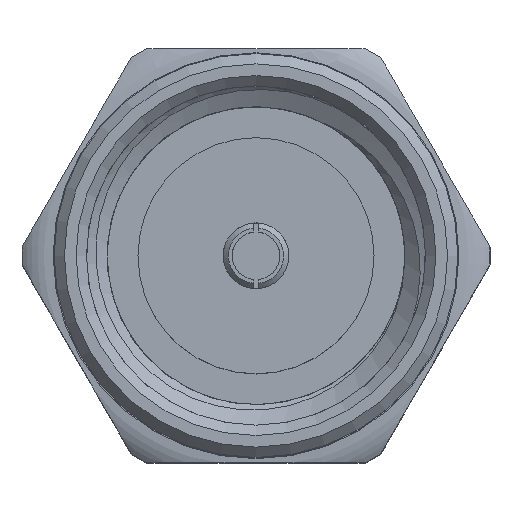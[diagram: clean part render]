
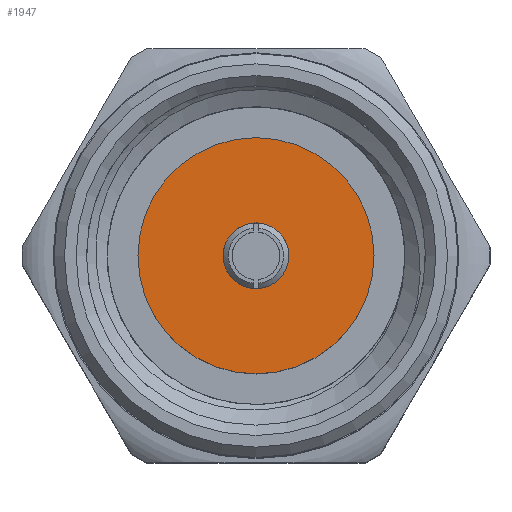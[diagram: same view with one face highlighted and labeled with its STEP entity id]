
A CAD part, top view. The second image highlights one B-rep face of the part: STEP entity #1947.
In plain terms, the highlighted planar face has unit normal (0, 0, 1).
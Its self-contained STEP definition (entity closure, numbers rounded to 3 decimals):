
#170=PLANE('',#2099);
#289=CIRCLE('',#2097,2.28);
#291=CIRCLE('',#2100,0.635);
#601=ORIENTED_EDGE('',*,*,#818,.F.);
#602=ORIENTED_EDGE('',*,*,#820,.T.);
#818=EDGE_CURVE('',#957,#957,#289,.T.);
#820=EDGE_CURVE('',#959,#959,#291,.T.);
#957=VERTEX_POINT('',#4221);
#959=VERTEX_POINT('',#4226);
#1099=EDGE_LOOP('',(#601));
#1100=EDGE_LOOP('',(#602));
#1221=FACE_BOUND('',#1099,.T.);
#1222=FACE_BOUND('',#1100,.T.);
#1947=ADVANCED_FACE('',(#1221,#1222),#170,.F.);
#2097=AXIS2_PLACEMENT_3D('',#4220,#2438,#2439);
#2099=AXIS2_PLACEMENT_3D('',#4224,#2442,#2443);
#2100=AXIS2_PLACEMENT_3D('',#4225,#2444,#2445);
#2438=DIRECTION('',(0.,0.,-1.));
#2439=DIRECTION('',(0.,-1.,0.));
#2442=DIRECTION('',(0.,0.,-1.));
#2443=DIRECTION('',(-1.,0.,0.));
#2444=DIRECTION('',(0.,0.,-1.));
#2445=DIRECTION('',(-0.293,0.956,0.));
#4220=CARTESIAN_POINT('',(0.,0.,8.345));
#4221=CARTESIAN_POINT('',(0.,-2.28,8.345));
#4224=CARTESIAN_POINT('',(0.,0.,8.345));
#4225=CARTESIAN_POINT('',(0.,0.,8.345));
#4226=CARTESIAN_POINT('',(-0.186,0.607,8.345));
